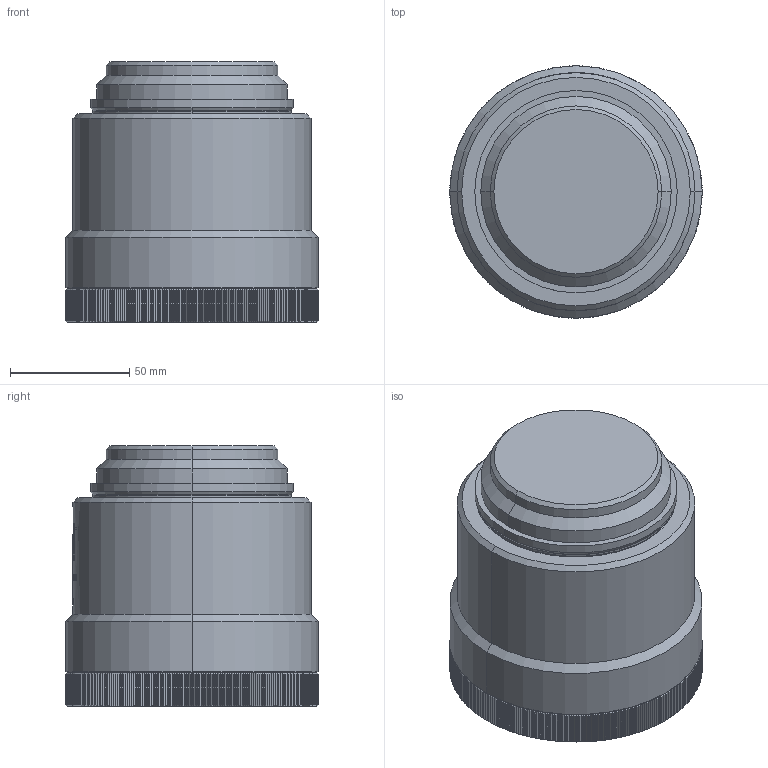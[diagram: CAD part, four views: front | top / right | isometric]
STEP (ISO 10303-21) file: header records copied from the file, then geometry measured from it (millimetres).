
FILE_DESCRIPTION (( 'STEP AP203' ), '1' );
FILE_NAME ('S4LFT4125_373.STEP', '2019-07-16T08:30:42', ( '' ), ( '' ), 'SwSTEP 2.0', 'SolidWorks 2017', '' );
FILE_SCHEMA (( 'CONFIG_CONTROL_DESIGN' ));
Length unit declared in the file: millimetre
Products named in the file (1): S4LFT4125_373
Bounding box: 106 x 106 x 109.36 mm (x, y, z)
Volume: 827542.8 mm3; surface area: 53286.7 mm2
Topology: 1 solids, 1 shells, 2388 faces, 5704 edges, 3363 vertices
Faces by surface type: plane 814, cylinder 703, cone 664, bspline 201, torus 6
Entity records: 95684 total; most frequent: CARTESIAN_POINT 43389, ORIENTED_EDGE 11408, DIRECTION 10212, EDGE_CURVE 5704, AXIS2_PLACEMENT_3D 4030, VERTEX_POINT 3363, EDGE_LOOP 2433, ADVANCED_FACE 2388
